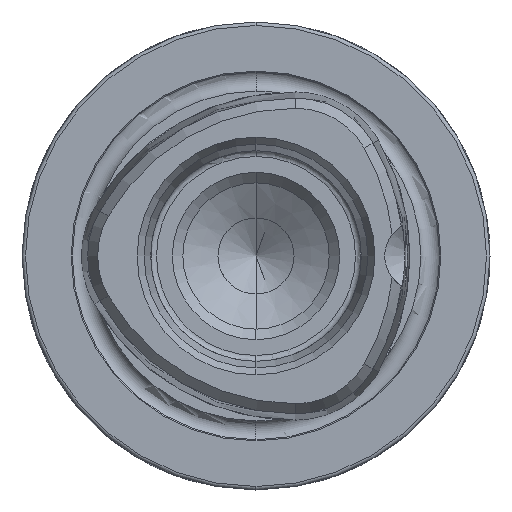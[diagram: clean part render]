
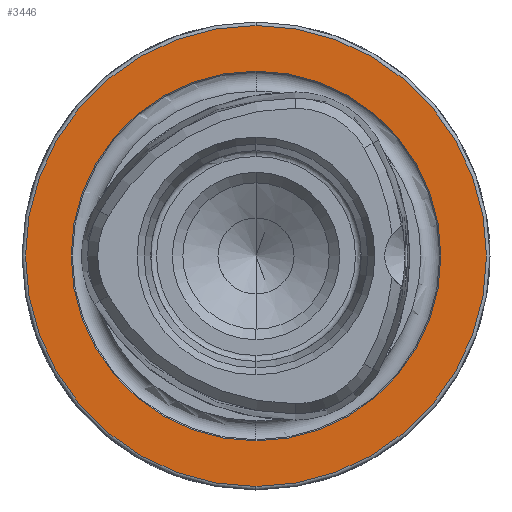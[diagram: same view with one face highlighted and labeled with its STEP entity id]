
A CAD part, left-side view. The second image highlights one B-rep face of the part: STEP entity #3446.
In plain terms, the highlighted planar face has unit normal (-1, 0, 0).
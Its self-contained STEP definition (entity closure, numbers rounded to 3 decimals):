
#209 = DIRECTION ( 'NONE',  ( 0., 0., 1. ) ) ;
#213 = CARTESIAN_POINT ( 'NONE',  ( 0., 0., -19.7 ) ) ;
#336 = PLANE ( 'NONE',  #1022 ) ;
#601 = DIRECTION ( 'NONE',  ( -1., 0., 0. ) ) ;
#1001 = DIRECTION ( 'NONE',  ( -1., 0., 0. ) ) ;
#1022 = AXIS2_PLACEMENT_3D ( 'NONE', #7182, #1918, #2746 ) ;
#1242 = CIRCLE ( 'NONE', #7515, 19.7 ) ;
#1487 = CARTESIAN_POINT ( 'NONE',  ( 0., 0., 19.7 ) ) ;
#1918 = DIRECTION ( 'NONE',  ( 1., 0., 0. ) ) ;
#2111 = CARTESIAN_POINT ( 'NONE',  ( 0., 0., 0. ) ) ;
#2150 = VERTEX_POINT ( 'NONE', #1487 ) ;
#2522 = CARTESIAN_POINT ( 'NONE',  ( 0., 0., 0. ) ) ;
#2746 = DIRECTION ( 'NONE',  ( 0., 0., -1. ) ) ;
#2777 = VERTEX_POINT ( 'NONE', #7446 ) ;
#2904 = CIRCLE ( 'NONE', #7466, 15.8 ) ;
#3074 = AXIS2_PLACEMENT_3D ( 'NONE', #2111, #3722, #9681 ) ;
#3446 = ADVANCED_FACE ( 'NONE', ( #9265, #6526 ), #336, .F. ) ;
#3722 = DIRECTION ( 'NONE',  ( -1., 0., 0. ) ) ;
#3870 = CIRCLE ( 'NONE', #3074, 15.8 ) ;
#4921 = CARTESIAN_POINT ( 'NONE',  ( 0., 0., -15.8 ) ) ;
#5164 = ORIENTED_EDGE ( 'NONE', *, *, #6643, .F. ) ;
#5534 = CARTESIAN_POINT ( 'NONE',  ( 0., 0., 0. ) ) ;
#5799 = CARTESIAN_POINT ( 'NONE',  ( 0., 0., 0. ) ) ;
#6492 = VERTEX_POINT ( 'NONE', #213 ) ;
#6526 = FACE_OUTER_BOUND ( 'NONE', #6593, .T. ) ;
#6593 = EDGE_LOOP ( 'NONE', ( #8420, #9143 ) ) ;
#6643 = EDGE_CURVE ( 'NONE', #9133, #2777, #2904, .T. ) ;
#7182 = CARTESIAN_POINT ( 'NONE',  ( 0., 15.8, 0. ) ) ;
#7355 = ORIENTED_EDGE ( 'NONE', *, *, #9439, .F. ) ;
#7446 = CARTESIAN_POINT ( 'NONE',  ( 0., 0., 15.8 ) ) ;
#7466 = AXIS2_PLACEMENT_3D ( 'NONE', #2522, #9409, #8612 ) ;
#7515 = AXIS2_PLACEMENT_3D ( 'NONE', #5534, #1001, #209 ) ;
#7770 = CIRCLE ( 'NONE', #8343, 19.7 ) ;
#8096 = DIRECTION ( 'NONE',  ( 0., 0., 1. ) ) ;
#8343 = AXIS2_PLACEMENT_3D ( 'NONE', #5799, #601, #8096 ) ;
#8420 = ORIENTED_EDGE ( 'NONE', *, *, #8423, .T. ) ;
#8423 = EDGE_CURVE ( 'NONE', #2150, #6492, #1242, .T. ) ;
#8612 = DIRECTION ( 'NONE',  ( 0., 0., 1. ) ) ;
#8675 = EDGE_CURVE ( 'NONE', #6492, #2150, #7770, .T. ) ;
#9133 = VERTEX_POINT ( 'NONE', #4921 ) ;
#9143 = ORIENTED_EDGE ( 'NONE', *, *, #8675, .T. ) ;
#9265 = FACE_BOUND ( 'NONE', #9549, .T. ) ;
#9409 = DIRECTION ( 'NONE',  ( -1., 0., 0. ) ) ;
#9439 = EDGE_CURVE ( 'NONE', #2777, #9133, #3870, .T. ) ;
#9549 = EDGE_LOOP ( 'NONE', ( #7355, #5164 ) ) ;
#9681 = DIRECTION ( 'NONE',  ( 0., 0., 1. ) ) ;
